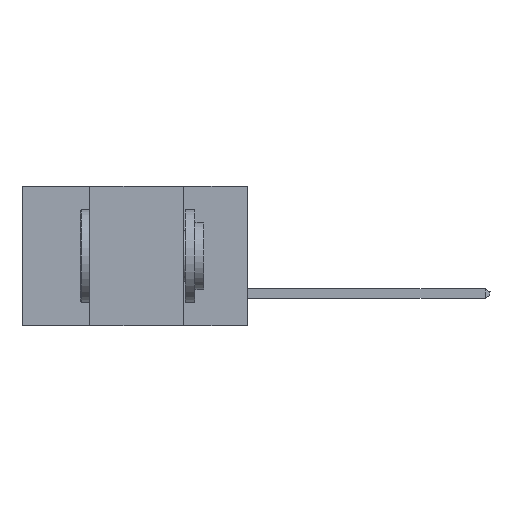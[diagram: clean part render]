
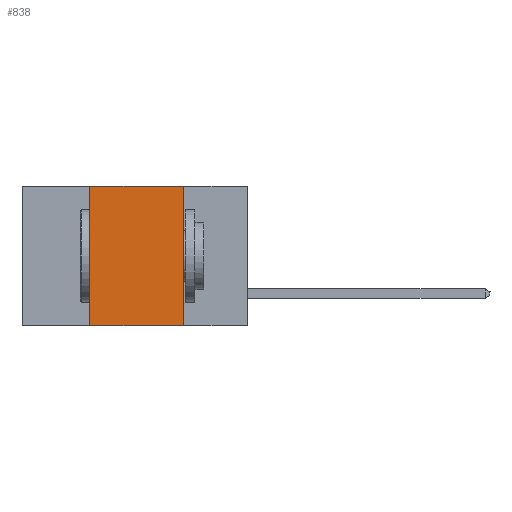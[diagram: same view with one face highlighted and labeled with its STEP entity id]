
A CAD part, left-side view. The second image highlights one B-rep face of the part: STEP entity #838.
In plain terms, the highlighted planar face has unit normal (-1, 0, 0).
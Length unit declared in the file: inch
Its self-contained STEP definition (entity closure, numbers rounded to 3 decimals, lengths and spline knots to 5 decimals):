
#65 = CARTESIAN_POINT ( 'NONE',  ( 0., 0.6, 0. ) ) ;
#340 = ORIENTED_EDGE ( 'NONE', *, *, #21654, .F. ) ;
#481 = EDGE_CURVE ( 'NONE', #11572, #1899, #3458, .T. ) ;
#838 = ADVANCED_FACE ( 'NONE', ( #18218 ), #22153, .F. ) ;
#1013 = LINE ( 'NONE', #6749, #9292 ) ;
#1899 = VERTEX_POINT ( 'NONE', #6653 ) ;
#3458 = LINE ( 'NONE', #21614, #11773 ) ;
#3550 = LINE ( 'NONE', #10827, #13045 ) ;
#3619 = CARTESIAN_POINT ( 'NONE',  ( 0., 0.6, 0. ) ) ;
#3797 = AXIS2_PLACEMENT_3D ( 'NONE', #65, #12408, #7477 ) ;
#5004 = EDGE_CURVE ( 'NONE', #11572, #7705, #1013, .T. ) ;
#6653 = CARTESIAN_POINT ( 'NONE',  ( 0., 0.17, -0.37 ) ) ;
#6749 = CARTESIAN_POINT ( 'NONE',  ( 0., 0.42, -0.37 ) ) ;
#7093 = VECTOR ( 'NONE', #10899, 39.37008 ) ;
#7244 = CARTESIAN_POINT ( 'NONE',  ( 0., 0.17, 0. ) ) ;
#7477 = DIRECTION ( 'NONE',  ( 0., 0., -1. ) ) ;
#7705 = VERTEX_POINT ( 'NONE', #12470 ) ;
#7816 = EDGE_CURVE ( 'NONE', #7705, #16074, #11126, .T. ) ;
#8333 = EDGE_LOOP ( 'NONE', ( #340, #9326, #13695, #13495 ) ) ;
#9292 = VECTOR ( 'NONE', #21068, 39.37008 ) ;
#9326 = ORIENTED_EDGE ( 'NONE', *, *, #7816, .F. ) ;
#10827 = CARTESIAN_POINT ( 'NONE',  ( 0., 0.17, -0.37 ) ) ;
#10899 = DIRECTION ( 'NONE',  ( 0., -1., 0. ) ) ;
#11126 = LINE ( 'NONE', #3619, #7093 ) ;
#11572 = VERTEX_POINT ( 'NONE', #23126 ) ;
#11773 = VECTOR ( 'NONE', #13013, 39.37008 ) ;
#12408 = DIRECTION ( 'NONE',  ( 1., 0., 0. ) ) ;
#12470 = CARTESIAN_POINT ( 'NONE',  ( 0., 0.42, 0. ) ) ;
#13013 = DIRECTION ( 'NONE',  ( 0., -1., 0. ) ) ;
#13045 = VECTOR ( 'NONE', #18128, 39.37008 ) ;
#13495 = ORIENTED_EDGE ( 'NONE', *, *, #481, .T. ) ;
#13695 = ORIENTED_EDGE ( 'NONE', *, *, #5004, .F. ) ;
#16074 = VERTEX_POINT ( 'NONE', #7244 ) ;
#18128 = DIRECTION ( 'NONE',  ( 0., 0., -1. ) ) ;
#18218 = FACE_OUTER_BOUND ( 'NONE', #8333, .T. ) ;
#21068 = DIRECTION ( 'NONE',  ( 0., 0., 1. ) ) ;
#21614 = CARTESIAN_POINT ( 'NONE',  ( 0., 0.6, -0.37 ) ) ;
#21654 = EDGE_CURVE ( 'NONE', #16074, #1899, #3550, .T. ) ;
#22153 = PLANE ( 'NONE',  #3797 ) ;
#23126 = CARTESIAN_POINT ( 'NONE',  ( 0., 0.42, -0.37 ) ) ;
